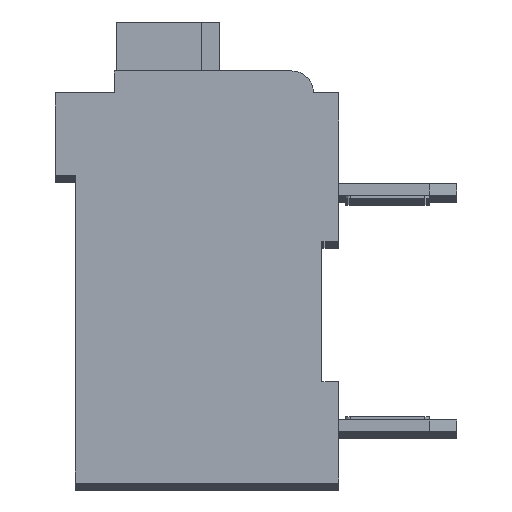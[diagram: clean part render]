
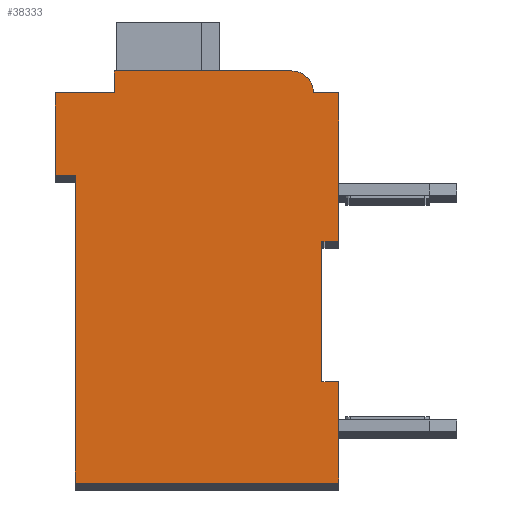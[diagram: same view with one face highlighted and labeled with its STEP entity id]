
A CAD part, top view. The second image highlights one B-rep face of the part: STEP entity #38333.
In plain terms, the highlighted planar face has unit normal (0, 0, 1).
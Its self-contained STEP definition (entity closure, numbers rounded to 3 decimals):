
#11654=DIRECTION('',(1.,0.,0.));
#11655=VECTOR('',#11654,0.5);
#11656=CARTESIAN_POINT('',(7.3,7.15,2.1));
#11657=LINE('',#11656,#11655);
#11658=DIRECTION('',(0.,1.,0.));
#11659=VECTOR('',#11658,4.15);
#11660=CARTESIAN_POINT('',(7.3,3.,2.1));
#11661=LINE('',#11660,#11659);
#11662=DIRECTION('',(-1.,0.,0.));
#11663=VECTOR('',#11662,0.5);
#11664=CARTESIAN_POINT('',(7.8,3.,2.1));
#11665=LINE('',#11664,#11663);
#11666=DIRECTION('',(0.,1.,0.));
#11667=VECTOR('',#11666,3.);
#11668=CARTESIAN_POINT('',(7.8,0.,2.1));
#11669=LINE('',#11668,#11667);
#11670=DIRECTION('',(1.,0.,0.));
#11671=VECTOR('',#11670,7.8);
#11672=CARTESIAN_POINT('',(0.,0.,2.1));
#11673=LINE('',#11672,#11671);
#11674=DIRECTION('',(0.,-1.,0.));
#11675=VECTOR('',#11674,9.1);
#11676=CARTESIAN_POINT('',(0.,9.1,2.1));
#11677=LINE('',#11676,#11675);
#11678=DIRECTION('',(1.,0.,0.));
#11679=VECTOR('',#11678,0.6);
#11680=CARTESIAN_POINT('',(-0.6,9.1,2.1));
#11681=LINE('',#11680,#11679);
#11682=DIRECTION('',(0.,-1.,0.));
#11683=VECTOR('',#11682,2.45);
#11684=CARTESIAN_POINT('',(-0.6,11.55,2.1));
#11685=LINE('',#11684,#11683);
#11686=DIRECTION('',(-1.,0.,0.));
#11687=VECTOR('',#11686,1.75);
#11688=CARTESIAN_POINT('',(1.15,11.55,2.1));
#11689=LINE('',#11688,#11687);
#11690=DIRECTION('',(0.,-1.,0.));
#11691=VECTOR('',#11690,0.65);
#11692=CARTESIAN_POINT('',(1.15,12.2,2.1));
#11693=LINE('',#11692,#11691);
#11694=DIRECTION('',(-1.,0.,0.));
#11695=VECTOR('',#11694,5.25);
#11696=CARTESIAN_POINT('',(6.4,12.2,2.1));
#11697=LINE('',#11696,#11695);
#11698=CARTESIAN_POINT('',(6.4,11.55,2.1));
#11699=DIRECTION('',(0.,0.,1.));
#11700=DIRECTION('',(1.,0.,0.));
#11701=AXIS2_PLACEMENT_3D('',#11698,#11699,#11700);
#11703=DIRECTION('',(-1.,0.,0.));
#11704=VECTOR('',#11703,0.75);
#11705=CARTESIAN_POINT('',(7.8,11.55,2.1));
#11706=LINE('',#11705,#11704);
#11707=DIRECTION('',(0.,1.,0.));
#11708=VECTOR('',#11707,4.4);
#11709=CARTESIAN_POINT('',(7.8,7.15,2.1));
#11710=LINE('',#11709,#11708);
#19033=CARTESIAN_POINT('',(7.3,7.15,2.1));
#19034=CARTESIAN_POINT('',(7.8,7.15,2.1));
#19035=VERTEX_POINT('',#19033);
#19036=VERTEX_POINT('',#19034);
#19037=CARTESIAN_POINT('',(7.8,11.55,2.1));
#19038=VERTEX_POINT('',#19037);
#19039=CARTESIAN_POINT('',(7.05,11.55,2.1));
#19040=VERTEX_POINT('',#19039);
#19041=CARTESIAN_POINT('',(6.4,12.2,2.1));
#19042=VERTEX_POINT('',#19041);
#19043=CARTESIAN_POINT('',(1.15,12.2,2.1));
#19044=VERTEX_POINT('',#19043);
#19045=CARTESIAN_POINT('',(1.15,11.55,2.1));
#19046=VERTEX_POINT('',#19045);
#19047=CARTESIAN_POINT('',(-0.6,11.55,2.1));
#19048=VERTEX_POINT('',#19047);
#19049=CARTESIAN_POINT('',(-0.6,9.1,2.1));
#19050=VERTEX_POINT('',#19049);
#19051=CARTESIAN_POINT('',(0.,9.1,2.1));
#19052=VERTEX_POINT('',#19051);
#19053=CARTESIAN_POINT('',(0.,0.,2.1));
#19054=VERTEX_POINT('',#19053);
#19055=CARTESIAN_POINT('',(7.8,0.,2.1));
#19056=VERTEX_POINT('',#19055);
#19057=CARTESIAN_POINT('',(7.8,3.,2.1));
#19058=VERTEX_POINT('',#19057);
#19059=CARTESIAN_POINT('',(7.3,3.,2.1));
#19060=VERTEX_POINT('',#19059);
#38312=CARTESIAN_POINT('',(0.,0.,2.1));
#38313=DIRECTION('',(0.,0.,1.));
#38314=DIRECTION('',(1.,0.,0.));
#38315=AXIS2_PLACEMENT_3D('',#38312,#38313,#38314);
#38316=PLANE('',#38315);
#38317=ORIENTED_EDGE('',*,*,#25094,.F.);
#38318=ORIENTED_EDGE('',*,*,#25942,.F.);
#38319=ORIENTED_EDGE('',*,*,#32724,.F.);
#38320=ORIENTED_EDGE('',*,*,#33199,.F.);
#38321=ORIENTED_EDGE('',*,*,#33750,.F.);
#38322=ORIENTED_EDGE('',*,*,#34568,.F.);
#38323=ORIENTED_EDGE('',*,*,#34816,.F.);
#38324=ORIENTED_EDGE('',*,*,#35327,.F.);
#38325=ORIENTED_EDGE('',*,*,#35885,.F.);
#38326=ORIENTED_EDGE('',*,*,#36692,.F.);
#38327=ORIENTED_EDGE('',*,*,#37328,.F.);
#38328=ORIENTED_EDGE('',*,*,#35936,.F.);
#38329=ORIENTED_EDGE('',*,*,#36473,.F.);
#38330=ORIENTED_EDGE('',*,*,#25837,.F.);
#38331=EDGE_LOOP('',(#38317,#38318,#38319,#38320,#38321,#38322,#38323,#38324,
#38325,#38326,#38327,#38328,#38329,#38330));
#38332=FACE_OUTER_BOUND('',#38331,.F.);
#11702=CIRCLE('',#11701,0.65);
#25094=EDGE_CURVE('',#19035,#19036,#11657,.T.);
#25837=EDGE_CURVE('',#19036,#19038,#11710,.T.);
#25942=EDGE_CURVE('',#19060,#19035,#11661,.T.);
#32724=EDGE_CURVE('',#19058,#19060,#11665,.T.);
#33199=EDGE_CURVE('',#19056,#19058,#11669,.T.);
#33750=EDGE_CURVE('',#19054,#19056,#11673,.T.);
#34568=EDGE_CURVE('',#19052,#19054,#11677,.T.);
#34816=EDGE_CURVE('',#19050,#19052,#11681,.T.);
#35327=EDGE_CURVE('',#19048,#19050,#11685,.T.);
#35885=EDGE_CURVE('',#19046,#19048,#11689,.T.);
#35936=EDGE_CURVE('',#19040,#19042,#11702,.T.);
#36473=EDGE_CURVE('',#19038,#19040,#11706,.T.);
#36692=EDGE_CURVE('',#19044,#19046,#11693,.T.);
#37328=EDGE_CURVE('',#19042,#19044,#11697,.T.);
#38333=ADVANCED_FACE('',(#38332),#38316,.T.);
